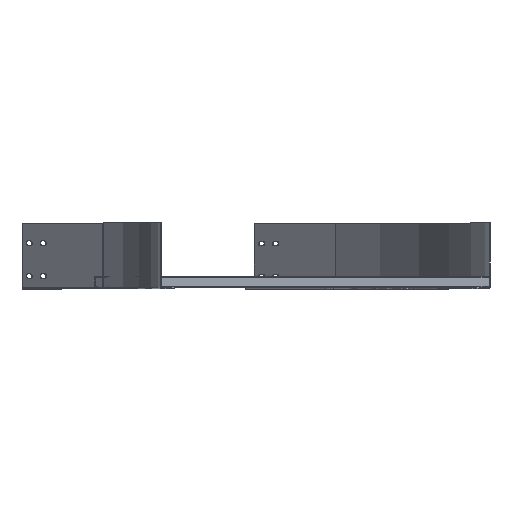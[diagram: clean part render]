
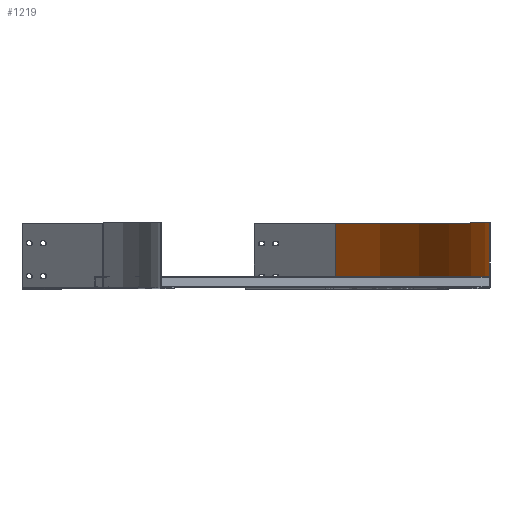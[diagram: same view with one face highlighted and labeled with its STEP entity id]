
A CAD part, top view. The second image highlights one B-rep face of the part: STEP entity #1219.
In plain terms, the highlighted cylindrical face has radius 798.8 mm (diameter 1597.6 mm), a partial arc.
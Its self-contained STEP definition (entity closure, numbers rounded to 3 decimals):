
#256 = CARTESIAN_POINT ( 'NONE',  ( 498.8, 57.07, -173. ) ) ;
#258 = CARTESIAN_POINT ( 'NONE',  ( 498.8, -41.13, -173. ) ) ;
#264 = CARTESIAN_POINT ( 'NONE',  ( 264.837, 57.07, -737.837 ) ) ;
#266 = CARTESIAN_POINT ( 'NONE',  ( 264.837, -41.13, -737.837 ) ) ;
#499 = EDGE_LOOP ( 'NONE', ( #6651, #6444, #6631, #6579 ) ) ;
#788 = DIRECTION ( 'NONE',  ( 0.707, 0., 0.707 ) ) ;
#790 = DIRECTION ( 'NONE',  ( 0., -1., 0. ) ) ;
#791 = CARTESIAN_POINT ( 'NONE',  ( -300., -41.13, -173. ) ) ;
#793 = CARTESIAN_POINT ( 'NONE',  ( 498.8, -41.13, -173. ) ) ;
#795 = DIRECTION ( 'NONE',  ( 0., 1., 0. ) ) ;
#796 = CARTESIAN_POINT ( 'NONE',  ( 264.837, -41.13, -737.837 ) ) ;
#804 = DIRECTION ( 'NONE',  ( 0.707, 0., 0.707 ) ) ;
#807 = DIRECTION ( 'NONE',  ( 0., -1., 0. ) ) ;
#809 = CARTESIAN_POINT ( 'NONE',  ( -300., 57.07, -173. ) ) ;
#817 = DIRECTION ( 'NONE',  ( 0., 1., 0. ) ) ;
#1219 = ADVANCED_FACE ( 'NONE', ( #2359 ), #2351, .F. ) ;
#1781 = VECTOR ( 'NONE', #817, 1000. ) ;
#1784 = VECTOR ( 'NONE', #795, 1000. ) ;
#1785 = CIRCLE ( 'NONE', #6126, 798.8 ) ;
#1787 = LINE ( 'NONE', #796, #1784 ) ;
#1788 = LINE ( 'NONE', #793, #1781 ) ;
#1790 = CIRCLE ( 'NONE', #6127, 798.8 ) ;
#1807 = EDGE_CURVE ( 'NONE', #3620, #3626, #1790, .T. ) ;
#1810 = EDGE_CURVE ( 'NONE', #3619, #3620, #1787, .T. ) ;
#1811 = EDGE_CURVE ( 'NONE', #3619, #3625, #1785, .T. ) ;
#1812 = EDGE_CURVE ( 'NONE', #3625, #3626, #1788, .T. ) ;
#2351 = CYLINDRICAL_SURFACE ( 'NONE', #2787, 798.8 ) ;
#2359 = FACE_OUTER_BOUND ( 'NONE', #499, .T. ) ;
#2787 = AXIS2_PLACEMENT_3D ( 'NONE', #4904, #4906, #4908 ) ;
#3619 = VERTEX_POINT ( 'NONE', #266 ) ;
#3620 = VERTEX_POINT ( 'NONE', #264 ) ;
#3625 = VERTEX_POINT ( 'NONE', #258 ) ;
#3626 = VERTEX_POINT ( 'NONE', #256 ) ;
#4904 = CARTESIAN_POINT ( 'NONE',  ( -300., 0., -173. ) ) ;
#4906 = DIRECTION ( 'NONE',  ( 0., -1., 0. ) ) ;
#4908 = DIRECTION ( 'NONE',  ( 0.707, 0., 0.707 ) ) ;
#6126 = AXIS2_PLACEMENT_3D ( 'NONE', #791, #790, #788 ) ;
#6127 = AXIS2_PLACEMENT_3D ( 'NONE', #809, #807, #804 ) ;
#6444 = ORIENTED_EDGE ( 'NONE', *, *, #1811, .T. ) ;
#6579 = ORIENTED_EDGE ( 'NONE', *, *, #1807, .F. ) ;
#6631 = ORIENTED_EDGE ( 'NONE', *, *, #1812, .T. ) ;
#6651 = ORIENTED_EDGE ( 'NONE', *, *, #1810, .F. ) ;
